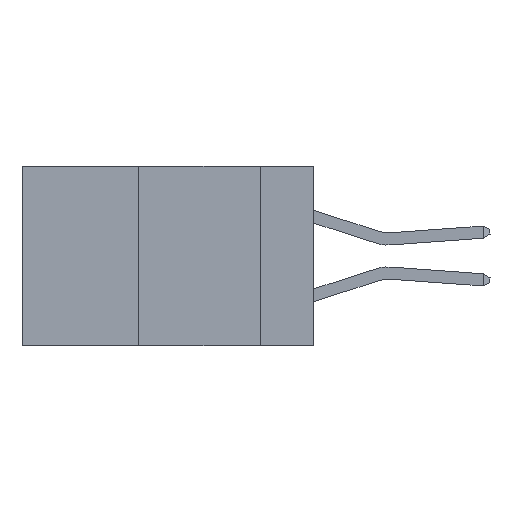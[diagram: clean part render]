
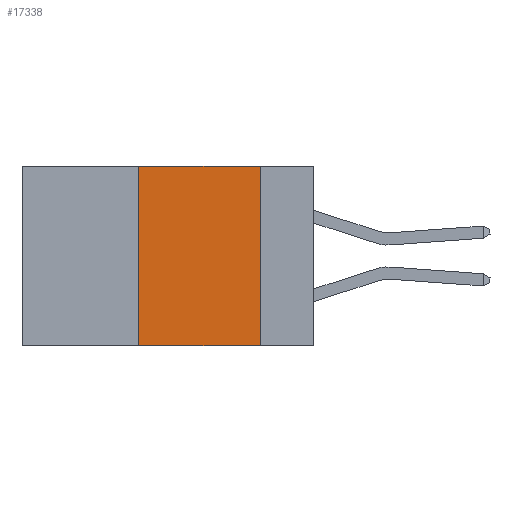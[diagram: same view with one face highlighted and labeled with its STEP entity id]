
A CAD part, left-side view. The second image highlights one B-rep face of the part: STEP entity #17338.
In plain terms, the highlighted planar face has unit normal (-1, 0, 0).
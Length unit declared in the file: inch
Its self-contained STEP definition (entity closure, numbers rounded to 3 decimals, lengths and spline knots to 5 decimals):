
#89 = CARTESIAN_POINT ( 'NONE',  ( 0., 0.36, 0. ) ) ;
#219 = EDGE_CURVE ( 'NONE', #9886, #4774, #11528, .T. ) ;
#449 = VECTOR ( 'NONE', #8201, 39.37008 ) ;
#573 = CARTESIAN_POINT ( 'NONE',  ( 0., 0.11, -0.37 ) ) ;
#886 = EDGE_CURVE ( 'NONE', #4774, #7681, #8207, .T. ) ;
#935 = DIRECTION ( 'NONE',  ( 0., 0., -1. ) ) ;
#1022 = DIRECTION ( 'NONE',  ( 0., 0., -1. ) ) ;
#2238 = EDGE_LOOP ( 'NONE', ( #22307, #11526, #13413, #15455 ) ) ;
#2342 = FACE_OUTER_BOUND ( 'NONE', #2238, .T. ) ;
#2799 = CARTESIAN_POINT ( 'NONE',  ( 0., 0.36, 0. ) ) ;
#3911 = VERTEX_POINT ( 'NONE', #573 ) ;
#4774 = VERTEX_POINT ( 'NONE', #2799 ) ;
#4972 = LINE ( 'NONE', #13340, #10217 ) ;
#6444 = CARTESIAN_POINT ( 'NONE',  ( 0., 0.6, -0.37 ) ) ;
#7681 = VERTEX_POINT ( 'NONE', #10173 ) ;
#8201 = DIRECTION ( 'NONE',  ( 0., -1., 0. ) ) ;
#8207 = LINE ( 'NONE', #14437, #21054 ) ;
#8961 = EDGE_CURVE ( 'NONE', #9886, #3911, #9838, .T. ) ;
#9838 = LINE ( 'NONE', #6444, #449 ) ;
#9886 = VERTEX_POINT ( 'NONE', #10569 ) ;
#10173 = CARTESIAN_POINT ( 'NONE',  ( 0., 0.11, 0. ) ) ;
#10217 = VECTOR ( 'NONE', #1022, 39.37008 ) ;
#10569 = CARTESIAN_POINT ( 'NONE',  ( 0., 0.36, -0.37 ) ) ;
#11472 = DIRECTION ( 'NONE',  ( 1., 0., 0. ) ) ;
#11526 = ORIENTED_EDGE ( 'NONE', *, *, #886, .F. ) ;
#11528 = LINE ( 'NONE', #89, #16233 ) ;
#12416 = DIRECTION ( 'NONE',  ( 0., 0., 1. ) ) ;
#12628 = DIRECTION ( 'NONE',  ( 0., -1., 0. ) ) ;
#13221 = EDGE_CURVE ( 'NONE', #7681, #3911, #4972, .T. ) ;
#13340 = CARTESIAN_POINT ( 'NONE',  ( 0., 0.11, 0. ) ) ;
#13413 = ORIENTED_EDGE ( 'NONE', *, *, #219, .F. ) ;
#14437 = CARTESIAN_POINT ( 'NONE',  ( 0., 0.6, 0. ) ) ;
#15455 = ORIENTED_EDGE ( 'NONE', *, *, #8961, .T. ) ;
#16233 = VECTOR ( 'NONE', #12416, 39.37008 ) ;
#16714 = PLANE ( 'NONE',  #19364 ) ;
#17338 = ADVANCED_FACE ( 'NONE', ( #2342 ), #16714, .F. ) ;
#18467 = CARTESIAN_POINT ( 'NONE',  ( 0., 0.6, 0. ) ) ;
#19364 = AXIS2_PLACEMENT_3D ( 'NONE', #18467, #11472, #935 ) ;
#21054 = VECTOR ( 'NONE', #12628, 39.37008 ) ;
#22307 = ORIENTED_EDGE ( 'NONE', *, *, #13221, .F. ) ;
